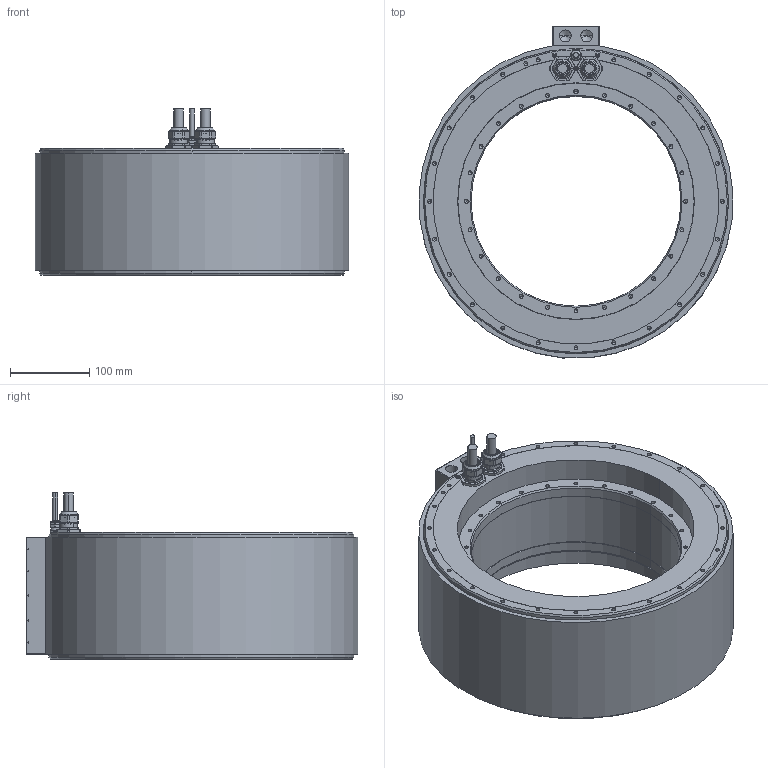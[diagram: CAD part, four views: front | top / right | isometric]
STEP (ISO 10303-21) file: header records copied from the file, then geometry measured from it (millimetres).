
FILE_DESCRIPTION((''),'2;1');
FILE_NAME('1220139-25_ASM','2018-10-22T',('CH5533'),(''),'PRO/ENGINEER BY PARAMETRIC TECHNOLOGY CORPORATION, 2014000','PRO/ENGINEER BY PARAMETRIC TECHNOLOGY CORPORATION, 2014000','');
FILE_SCHEMA(('CONFIG_CONTROL_DESIGN'));
Length unit declared in the file: millimetre
Products named in the file (3): PRT0001; PRT0002; 1220139-25_ASM
Assembly tree (2 placements, depth 2):
  1220139-25_ASM
    PRT0001
    PRT0002
Bounding box: 396.43 x 419.07 x 209.8 mm (x, y, z)
Volume: 10111075 mm3; surface area: 725608.3 mm2
Topology: 2 solids, 26 shells, 1086 faces, 2589 edges, 1517 vertices
Faces by surface type: cylinder 476, cone 298, plane 252, torus 56, sphere 4
Entity records: 35549 total; most frequent: DIRECTION 5699, CARTESIAN_POINT 5501, ORIENTED_EDGE 4782, EDGE_CURVE 2391, AXIS2_PLACEMENT_3D 2307, VERTEX_POINT 1517, EDGE_LOOP 1296, CIRCLE 1216
